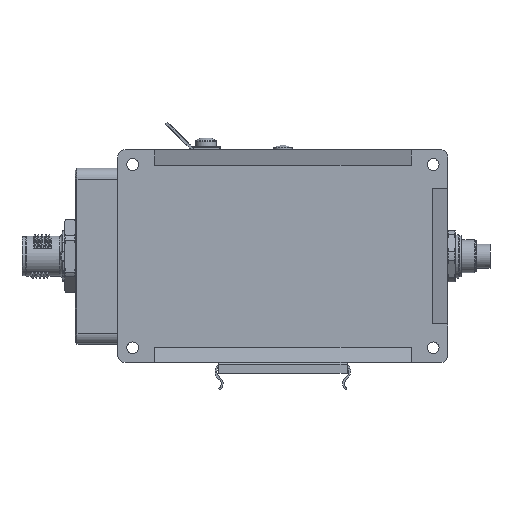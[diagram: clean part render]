
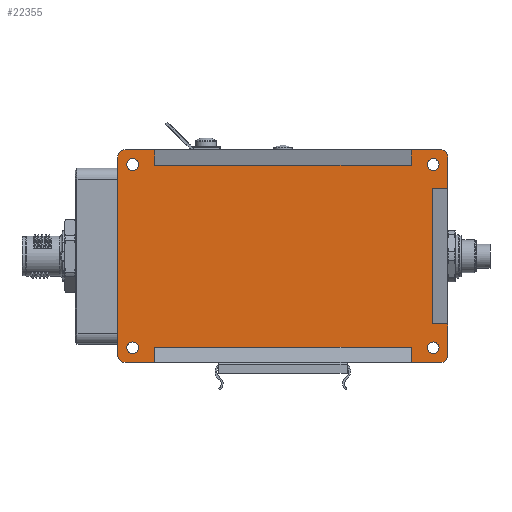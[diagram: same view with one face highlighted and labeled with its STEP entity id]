
A CAD part, front view. The second image highlights one B-rep face of the part: STEP entity #22355.
In plain terms, the highlighted planar face has unit normal (0, -1, 0).
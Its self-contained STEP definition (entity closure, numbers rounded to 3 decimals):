
#455=FACE_BOUND('',#3693,.T.);
#456=FACE_BOUND('',#3694,.T.);
#457=FACE_BOUND('',#3695,.T.);
#458=FACE_BOUND('',#3696,.T.);
#1118=CIRCLE('',#23787,2.);
#1119=CIRCLE('',#23788,2.);
#1120=CIRCLE('',#23789,2.);
#1121=CIRCLE('',#23790,2.);
#1122=CIRCLE('',#23791,1.6);
#1123=CIRCLE('',#23792,1.6);
#1124=CIRCLE('',#23793,1.6);
#1125=CIRCLE('',#23794,1.6);
#2400=FACE_OUTER_BOUND('',#3692,.T.);
#3692=EDGE_LOOP('',(#15441,#15442,#15443,#15444,#15445,#15446,#15447,#15448,
#15449,#15450,#15451,#15452,#15453,#15454,#15455,#15456,#15457,#15458,#15459,
#15460,#15461,#15462,#15463,#15464));
#3693=EDGE_LOOP('',(#15465));
#3694=EDGE_LOOP('',(#15466));
#3695=EDGE_LOOP('',(#15467));
#3696=EDGE_LOOP('',(#15468));
#5027=LINE('',#32325,#7034);
#5036=LINE('',#32341,#7043);
#5133=LINE('',#33725,#7140);
#5135=LINE('',#33729,#7142);
#5141=LINE('',#33741,#7148);
#5180=LINE('',#33842,#7187);
#5182=LINE('',#33848,#7189);
#5190=LINE('',#33862,#7197);
#5192=LINE('',#33867,#7199);
#5195=LINE('',#33871,#7202);
#5196=LINE('',#33875,#7203);
#5197=LINE('',#33878,#7204);
#5198=LINE('',#33880,#7205);
#5199=LINE('',#33881,#7206);
#5200=LINE('',#33883,#7207);
#5201=LINE('',#33885,#7208);
#5202=LINE('',#33887,#7209);
#5203=LINE('',#33888,#7210);
#5204=LINE('',#33889,#7211);
#5205=LINE('',#33893,#7212);
#7034=VECTOR('',#25815,10.);
#7043=VECTOR('',#25828,10.);
#7140=VECTOR('',#26299,10.);
#7142=VECTOR('',#26301,10.);
#7148=VECTOR('',#26309,10.);
#7187=VECTOR('',#26402,10.);
#7189=VECTOR('',#26406,10.);
#7197=VECTOR('',#26420,10.);
#7199=VECTOR('',#26424,10.);
#7202=VECTOR('',#26429,10.);
#7203=VECTOR('',#26434,10.);
#7204=VECTOR('',#26437,10.);
#7205=VECTOR('',#26438,10.);
#7206=VECTOR('',#26439,10.);
#7207=VECTOR('',#26442,10.);
#7208=VECTOR('',#26443,10.);
#7209=VECTOR('',#26444,10.);
#7210=VECTOR('',#26445,10.);
#7211=VECTOR('',#26446,10.);
#7212=VECTOR('',#26451,10.);
#9050=VERTEX_POINT('',#32322);
#9051=VERTEX_POINT('',#32324);
#9055=VERTEX_POINT('',#32336);
#9056=VERTEX_POINT('',#32339);
#9213=VERTEX_POINT('',#33722);
#9214=VERTEX_POINT('',#33724);
#9215=VERTEX_POINT('',#33726);
#9216=VERTEX_POINT('',#33728);
#9220=VERTEX_POINT('',#33738);
#9221=VERTEX_POINT('',#33740);
#9251=VERTEX_POINT('',#33825);
#9252=VERTEX_POINT('',#33829);
#9253=VERTEX_POINT('',#33835);
#9256=VERTEX_POINT('',#33840);
#9258=VERTEX_POINT('',#33845);
#9259=VERTEX_POINT('',#33847);
#9262=VERTEX_POINT('',#33860);
#9264=VERTEX_POINT('',#33866);
#9265=VERTEX_POINT('',#33874);
#9266=VERTEX_POINT('',#33877);
#9267=VERTEX_POINT('',#33879);
#9268=VERTEX_POINT('',#33884);
#9269=VERTEX_POINT('',#33886);
#9270=VERTEX_POINT('',#33891);
#9271=VERTEX_POINT('',#33894);
#9272=VERTEX_POINT('',#33896);
#9273=VERTEX_POINT('',#33898);
#9274=VERTEX_POINT('',#33900);
#11306=EDGE_CURVE('',#9050,#9051,#5027,.T.);
#11315=EDGE_CURVE('',#9055,#9056,#5036,.T.);
#11559=EDGE_CURVE('',#9213,#9214,#5133,.T.);
#11561=EDGE_CURVE('',#9215,#9216,#5135,.T.);
#11567=EDGE_CURVE('',#9220,#9221,#5141,.T.);
#11618=EDGE_CURVE('',#9253,#9256,#5180,.T.);
#11620=EDGE_CURVE('',#9258,#9259,#5182,.T.);
#11628=EDGE_CURVE('',#9252,#9262,#5190,.T.);
#11630=EDGE_CURVE('',#9264,#9251,#5192,.T.);
#11633=EDGE_CURVE('',#9262,#9264,#5195,.T.);
#11634=EDGE_CURVE('',#9265,#9251,#5196,.T.);
#11635=EDGE_CURVE('',#9216,#9265,#1118,.T.);
#11636=EDGE_CURVE('',#9215,#9266,#5197,.T.);
#11637=EDGE_CURVE('',#9266,#9267,#5198,.T.);
#11638=EDGE_CURVE('',#9267,#9214,#5199,.T.);
#11639=EDGE_CURVE('',#9055,#9213,#1119,.T.);
#11640=EDGE_CURVE('',#9259,#9056,#5200,.T.);
#11641=EDGE_CURVE('',#9258,#9268,#5201,.T.);
#11642=EDGE_CURVE('',#9268,#9269,#5202,.T.);
#11643=EDGE_CURVE('',#9269,#9253,#5203,.T.);
#11644=EDGE_CURVE('',#9051,#9256,#5204,.T.);
#11645=EDGE_CURVE('',#9221,#9050,#1120,.T.);
#11646=EDGE_CURVE('',#9270,#9220,#1121,.T.);
#11647=EDGE_CURVE('',#9252,#9270,#5205,.T.);
#11648=EDGE_CURVE('',#9271,#9271,#1122,.T.);
#11649=EDGE_CURVE('',#9272,#9272,#1123,.T.);
#11650=EDGE_CURVE('',#9273,#9273,#1124,.T.);
#11651=EDGE_CURVE('',#9274,#9274,#1125,.T.);
#15441=ORIENTED_EDGE('',*,*,#11628,.T.);
#15442=ORIENTED_EDGE('',*,*,#11633,.T.);
#15443=ORIENTED_EDGE('',*,*,#11630,.T.);
#15444=ORIENTED_EDGE('',*,*,#11634,.F.);
#15445=ORIENTED_EDGE('',*,*,#11635,.F.);
#15446=ORIENTED_EDGE('',*,*,#11561,.F.);
#15447=ORIENTED_EDGE('',*,*,#11636,.T.);
#15448=ORIENTED_EDGE('',*,*,#11637,.T.);
#15449=ORIENTED_EDGE('',*,*,#11638,.T.);
#15450=ORIENTED_EDGE('',*,*,#11559,.F.);
#15451=ORIENTED_EDGE('',*,*,#11639,.F.);
#15452=ORIENTED_EDGE('',*,*,#11315,.T.);
#15453=ORIENTED_EDGE('',*,*,#11640,.F.);
#15454=ORIENTED_EDGE('',*,*,#11620,.F.);
#15455=ORIENTED_EDGE('',*,*,#11641,.T.);
#15456=ORIENTED_EDGE('',*,*,#11642,.T.);
#15457=ORIENTED_EDGE('',*,*,#11643,.T.);
#15458=ORIENTED_EDGE('',*,*,#11618,.T.);
#15459=ORIENTED_EDGE('',*,*,#11644,.F.);
#15460=ORIENTED_EDGE('',*,*,#11306,.F.);
#15461=ORIENTED_EDGE('',*,*,#11645,.F.);
#15462=ORIENTED_EDGE('',*,*,#11567,.F.);
#15463=ORIENTED_EDGE('',*,*,#11646,.F.);
#15464=ORIENTED_EDGE('',*,*,#11647,.F.);
#15465=ORIENTED_EDGE('',*,*,#11648,.T.);
#15466=ORIENTED_EDGE('',*,*,#11649,.T.);
#15467=ORIENTED_EDGE('',*,*,#11650,.T.);
#15468=ORIENTED_EDGE('',*,*,#11651,.T.);
#21626=PLANE('',#23786);
#22355=ADVANCED_FACE('',(#2400,#455,#456,#457,#458),#21626,.F.);
#23786=AXIS2_PLACEMENT_3D('',#33873,#26432,#26433);
#23787=AXIS2_PLACEMENT_3D('',#33876,#26435,#26436);
#23788=AXIS2_PLACEMENT_3D('',#33882,#26440,#26441);
#23789=AXIS2_PLACEMENT_3D('',#33890,#26447,#26448);
#23790=AXIS2_PLACEMENT_3D('',#33892,#26449,#26450);
#23791=AXIS2_PLACEMENT_3D('',#33895,#26452,#26453);
#23792=AXIS2_PLACEMENT_3D('',#33897,#26454,#26455);
#23793=AXIS2_PLACEMENT_3D('',#33899,#26456,#26457);
#23794=AXIS2_PLACEMENT_3D('',#33901,#26458,#26459);
#25815=DIRECTION('',(-1.,0.,0.));
#25828=DIRECTION('',(-1.,0.,0.));
#26299=DIRECTION('',(1.,0.,0.));
#26301=DIRECTION('',(1.,0.,0.));
#26309=DIRECTION('',(-1.,0.,0.));
#26402=DIRECTION('',(-1.,0.,0.));
#26406=DIRECTION('',(-1.,0.,0.));
#26420=DIRECTION('',(-1.,0.,0.));
#26424=DIRECTION('',(1.,0.,0.));
#26429=DIRECTION('',(0.,0.,1.));
#26432=DIRECTION('center_axis',(0.,1.,0.));
#26433=DIRECTION('ref_axis',(1.,0.,0.));
#26434=DIRECTION('',(0.,0.,-1.));
#26435=DIRECTION('center_axis',(0.,1.,0.));
#26436=DIRECTION('ref_axis',(0.707,0.,0.707));
#26437=DIRECTION('',(0.,0.,-1.));
#26438=DIRECTION('',(-1.,0.,0.));
#26439=DIRECTION('',(0.,0.,1.));
#26440=DIRECTION('center_axis',(0.,1.,0.));
#26441=DIRECTION('ref_axis',(-0.707,0.,0.707));
#26442=DIRECTION('',(0.,0.,1.));
#26443=DIRECTION('',(1.,0.,0.));
#26444=DIRECTION('',(0.,0.,-1.));
#26445=DIRECTION('',(-1.,0.,0.));
#26446=DIRECTION('',(0.,0.,1.));
#26447=DIRECTION('center_axis',(0.,1.,0.));
#26448=DIRECTION('ref_axis',(-0.707,0.,-0.707));
#26449=DIRECTION('center_axis',(0.,1.,0.));
#26450=DIRECTION('ref_axis',(0.707,0.,-0.707));
#26451=DIRECTION('',(0.,0.,-1.));
#26452=DIRECTION('center_axis',(0.,1.,0.));
#26453=DIRECTION('ref_axis',(1.,0.,0.));
#26454=DIRECTION('center_axis',(0.,1.,0.));
#26455=DIRECTION('ref_axis',(1.,0.,0.));
#26456=DIRECTION('center_axis',(0.,1.,0.));
#26457=DIRECTION('ref_axis',(1.,0.,0.));
#26458=DIRECTION('center_axis',(0.,1.,0.));
#26459=DIRECTION('ref_axis',(1.,0.,0.));
#32322=CARTESIAN_POINT('',(0.,0.,-88.));
#32324=CARTESIAN_POINT('',(-0.01,0.,-88.));
#32325=CARTESIAN_POINT('',(0.,0.,-88.));
#32336=CARTESIAN_POINT('',(0.,0.,-2.));
#32339=CARTESIAN_POINT('',(-0.01,0.,-2.));
#32341=CARTESIAN_POINT('',(0.,0.,-2.));
#33722=CARTESIAN_POINT('',(2.,0.,0.));
#33724=CARTESIAN_POINT('',(10.5,0.,0.));
#33725=CARTESIAN_POINT('',(0.,0.,0.));
#33726=CARTESIAN_POINT('',(47.5,0.,0.));
#33728=CARTESIAN_POINT('',(56.,0.,0.));
#33729=CARTESIAN_POINT('',(0.,0.,0.));
#33738=CARTESIAN_POINT('',(56.,0.,-90.));
#33740=CARTESIAN_POINT('',(2.,0.,-90.));
#33741=CARTESIAN_POINT('',(58.,0.,-90.));
#33825=CARTESIAN_POINT('',(58.,0.,-10.));
#33829=CARTESIAN_POINT('',(58.,0.,-80.));
#33835=CARTESIAN_POINT('',(0.,0.,-80.));
#33840=CARTESIAN_POINT('',(-0.01,0.,-80.));
#33842=CARTESIAN_POINT('',(0.,0.,-80.));
#33845=CARTESIAN_POINT('',(0.,0.,-10.));
#33847=CARTESIAN_POINT('',(-0.01,0.,-10.));
#33848=CARTESIAN_POINT('',(0.,0.,-10.));
#33860=CARTESIAN_POINT('',(53.8,0.,-80.));
#33862=CARTESIAN_POINT('',(43.5,0.,-80.));
#33866=CARTESIAN_POINT('',(53.8,0.,-10.));
#33867=CARTESIAN_POINT('',(41.4,0.,-10.));
#33871=CARTESIAN_POINT('',(53.8,0.,-62.5));
#33873=CARTESIAN_POINT('Origin',(29.,0.,-45.));
#33874=CARTESIAN_POINT('',(58.,0.,-2.));
#33875=CARTESIAN_POINT('',(58.,0.,0.));
#33876=CARTESIAN_POINT('Origin',(56.,0.,-2.));
#33877=CARTESIAN_POINT('',(47.5,0.,-4.2));
#33878=CARTESIAN_POINT('',(47.5,0.,-22.5));
#33879=CARTESIAN_POINT('',(10.5,0.,-4.2));
#33880=CARTESIAN_POINT('',(38.25,0.,-4.2));
#33881=CARTESIAN_POINT('',(10.5,0.,-24.6));
#33882=CARTESIAN_POINT('Origin',(2.,0.,-2.));
#33883=CARTESIAN_POINT('',(-0.01,0.,-10.));
#33884=CARTESIAN_POINT('',(4.2,0.,-10.));
#33885=CARTESIAN_POINT('',(14.5,0.,-10.));
#33886=CARTESIAN_POINT('',(4.2,0.,-80.));
#33887=CARTESIAN_POINT('',(4.2,0.,-27.5));
#33888=CARTESIAN_POINT('',(16.6,0.,-80.));
#33889=CARTESIAN_POINT('',(-0.01,0.,-88.));
#33890=CARTESIAN_POINT('Origin',(2.,0.,-88.));
#33891=CARTESIAN_POINT('',(58.,0.,-88.));
#33892=CARTESIAN_POINT('Origin',(56.,0.,-88.));
#33893=CARTESIAN_POINT('',(58.,0.,0.));
#33894=CARTESIAN_POINT('',(2.4,0.,-86.));
#33895=CARTESIAN_POINT('Origin',(4.,0.,-86.));
#33896=CARTESIAN_POINT('',(2.4,0.,-4.));
#33897=CARTESIAN_POINT('Origin',(4.,0.,-4.));
#33898=CARTESIAN_POINT('',(52.4,0.,-86.));
#33899=CARTESIAN_POINT('Origin',(54.,0.,-86.));
#33900=CARTESIAN_POINT('',(52.4,0.,-4.));
#33901=CARTESIAN_POINT('Origin',(54.,0.,-4.));
